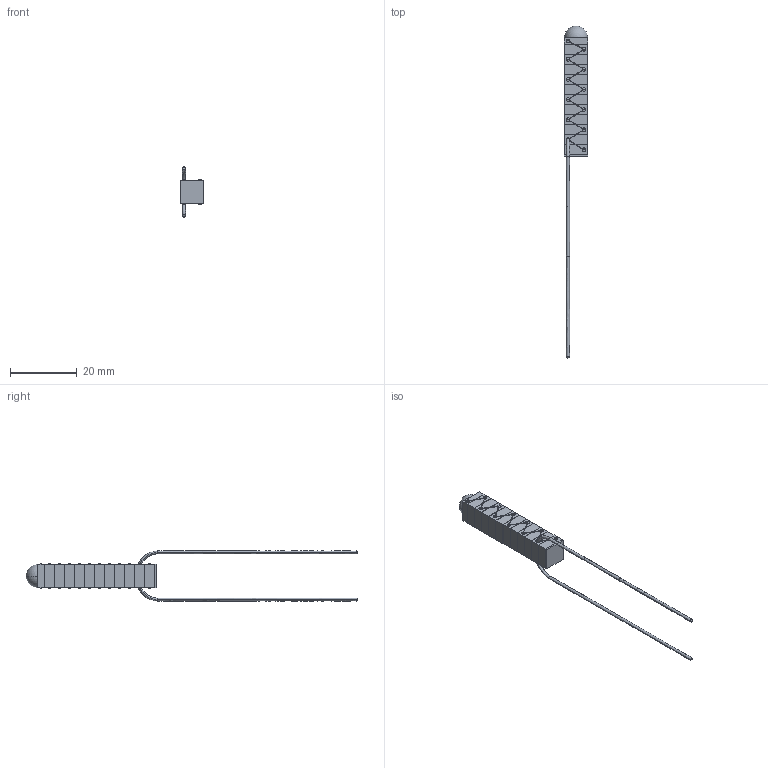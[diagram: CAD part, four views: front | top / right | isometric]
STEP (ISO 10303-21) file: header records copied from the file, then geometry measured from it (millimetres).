
FILE_DESCRIPTION (( 'STEP AP214' ), '1' );
FILE_NAME ('CTN003161.STEP', '2016-07-11T04:58:34', ( '' ), ( '' ), 'SwSTEP 2.0', 'SolidWorks 2016', '' );
FILE_SCHEMA (( 'AUTOMOTIVE_DESIGN' ));
Length unit declared in the file: millimetre
Products named in the file (1): CTN003161
Bounding box: 7 x 99.5 x 15 mm (x, y, z)
Volume: 3630.9 mm3; surface area: 4967.5 mm2
Topology: 4 solids, 4 shells, 395 faces, 1156 edges, 767 vertices
Faces by surface type: plane 221, cylinder 72, bspline 52, sphere 50
Entity records: 17487 total; most frequent: CARTESIAN_POINT 6053, ORIENTED_EDGE 2304, DIRECTION 1700, EDGE_CURVE 1152, VERTEX_POINT 765, AXIS2_PLACEMENT_3D 572, VECTOR 556, LINE 556
